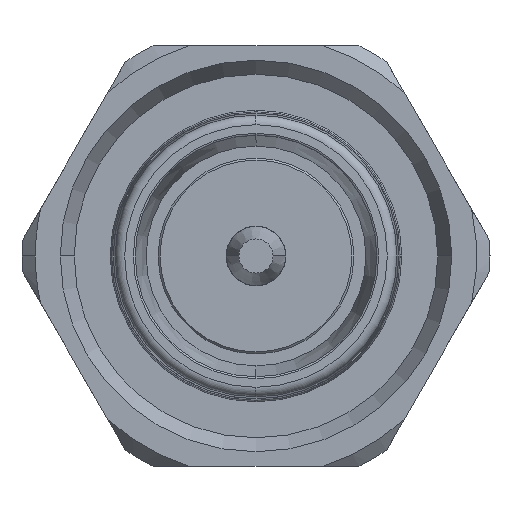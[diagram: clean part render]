
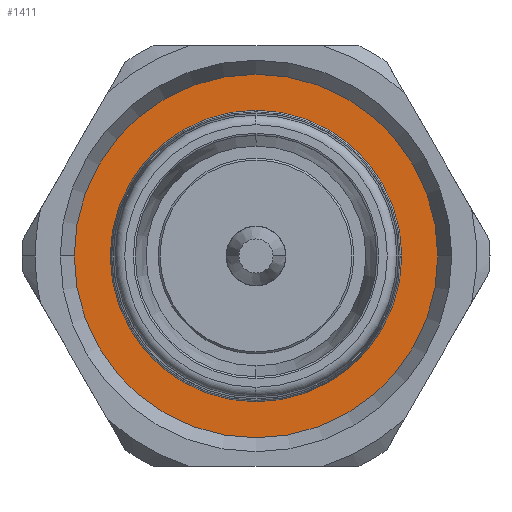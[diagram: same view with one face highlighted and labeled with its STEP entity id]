
A CAD part, left-side view. The second image highlights one B-rep face of the part: STEP entity #1411.
In plain terms, the highlighted planar face has unit normal (-1, 0, 0).
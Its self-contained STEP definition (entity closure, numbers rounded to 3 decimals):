
#15 = ORIENTED_EDGE ( 'NONE', *, *, #463, .F. ) ;
#74 = CARTESIAN_POINT ( 'NONE',  ( 2.565, -9.517, 0. ) ) ;
#150 = DIRECTION ( 'NONE',  ( 0., 0., -1. ) ) ;
#463 = EDGE_CURVE ( 'NONE', #505, #1913, #2832, .T. ) ;
#505 = VERTEX_POINT ( 'NONE', #2754 ) ;
#679 = AXIS2_PLACEMENT_3D ( 'NONE', #4975, #2576, #150 ) ;
#1411 = ADVANCED_FACE ( 'NONE', ( #3741, #2925 ), #3681, .F. ) ;
#1546 = CIRCLE ( 'NONE', #679, 7.545 ) ;
#1621 = AXIS2_PLACEMENT_3D ( 'NONE', #3695, #4487, #2086 ) ;
#1626 = AXIS2_PLACEMENT_3D ( 'NONE', #1684, #4514, #2106 ) ;
#1654 = ORIENTED_EDGE ( 'NONE', *, *, #3349, .T. ) ;
#1684 = CARTESIAN_POINT ( 'NONE',  ( 2.565, 0., 0. ) ) ;
#1735 = DIRECTION ( 'NONE',  ( -1., 0., 0. ) ) ;
#1783 = ORIENTED_EDGE ( 'NONE', *, *, #2351, .F. ) ;
#1913 = VERTEX_POINT ( 'NONE', #3413 ) ;
#1997 = CIRCLE ( 'NONE', #1626, 9.517 ) ;
#2027 = AXIS2_PLACEMENT_3D ( 'NONE', #4646, #2113, #2399 ) ;
#2086 = DIRECTION ( 'NONE',  ( 0., 0., -1. ) ) ;
#2106 = DIRECTION ( 'NONE',  ( 0., 0., -1. ) ) ;
#2113 = DIRECTION ( 'NONE',  ( -1., 0., 0. ) ) ;
#2132 = ORIENTED_EDGE ( 'NONE', *, *, #4496, .T. ) ;
#2351 = EDGE_CURVE ( 'NONE', #1913, #505, #1546, .T. ) ;
#2399 = DIRECTION ( 'NONE',  ( 0., 0., -1. ) ) ;
#2576 = DIRECTION ( 'NONE',  ( -1., 0., 0. ) ) ;
#2754 = CARTESIAN_POINT ( 'NONE',  ( 2.565, 0., 7.545 ) ) ;
#2832 = CIRCLE ( 'NONE', #2027, 7.545 ) ;
#2858 = AXIS2_PLACEMENT_3D ( 'NONE', #4181, #1735, #4559 ) ;
#2925 = FACE_BOUND ( 'NONE', #4740, .T. ) ;
#3093 = CARTESIAN_POINT ( 'NONE',  ( 2.565, 9.517, 0. ) ) ;
#3349 = EDGE_CURVE ( 'NONE', #3879, #4217, #1997, .T. ) ;
#3413 = CARTESIAN_POINT ( 'NONE',  ( 2.565, 0., -7.545 ) ) ;
#3453 = CIRCLE ( 'NONE', #2858, 9.517 ) ;
#3681 = PLANE ( 'NONE',  #1621 ) ;
#3695 = CARTESIAN_POINT ( 'NONE',  ( 2.565, 10.301, 0. ) ) ;
#3741 = FACE_OUTER_BOUND ( 'NONE', #4154, .T. ) ;
#3879 = VERTEX_POINT ( 'NONE', #3093 ) ;
#4154 = EDGE_LOOP ( 'NONE', ( #1654, #2132 ) ) ;
#4181 = CARTESIAN_POINT ( 'NONE',  ( 2.565, 0., 0. ) ) ;
#4217 = VERTEX_POINT ( 'NONE', #74 ) ;
#4487 = DIRECTION ( 'NONE',  ( 1., 0., 0. ) ) ;
#4496 = EDGE_CURVE ( 'NONE', #4217, #3879, #3453, .T. ) ;
#4514 = DIRECTION ( 'NONE',  ( -1., 0., 0. ) ) ;
#4559 = DIRECTION ( 'NONE',  ( 0., 0., -1. ) ) ;
#4646 = CARTESIAN_POINT ( 'NONE',  ( 2.565, 0., 0. ) ) ;
#4740 = EDGE_LOOP ( 'NONE', ( #15, #1783 ) ) ;
#4975 = CARTESIAN_POINT ( 'NONE',  ( 2.565, 0., 0. ) ) ;
